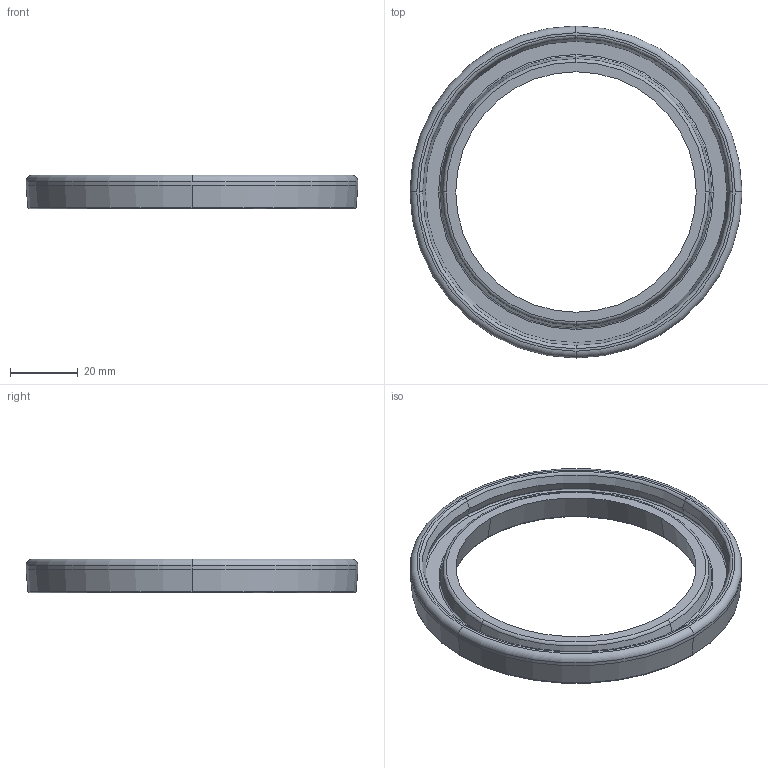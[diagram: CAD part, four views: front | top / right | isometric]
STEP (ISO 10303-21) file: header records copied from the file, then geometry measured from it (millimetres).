
FILE_DESCRIPTION(('STEP AP214'),'1');
FILE_NAME('cctmp_CED646A3-E392-485F-8E3C-E06FD16C8508_2020_1_10_10_20_50_174..stp','2020-01-10T09:20:50',('Bosch Rexroth AG'),('CADClick - www.CADClick.com'),'Spatial InterOp 3D',' ','unknown authorization - (Healing Option Enabled)');
FILE_SCHEMA(('AUTOMOTIVE_DESIGN'));
Length unit declared in the file: millimetre
Products named in the file (1): 2020_01_10__10-20-50-174
Bounding box: 98 x 98 x 10 mm (x, y, z)
Volume: 23165.1 mm3; surface area: 13446 mm2
Topology: 1 solids, 1 shells, 58 faces, 126 edges, 72 vertices
Faces by surface type: torus 32, cone 20, plane 4, cylinder 2
Entity records: 2098 total; most frequent: DIRECTION 348, CARTESIAN_POINT 257, ORIENTED_EDGE 252, AXIS2_PLACEMENT_3D 163, EDGE_CURVE 126, CIRCLE 104, VERTEX_POINT 72, EDGE_LOOP 62
